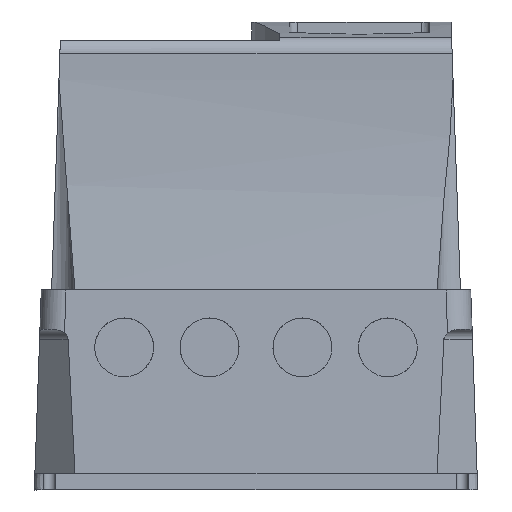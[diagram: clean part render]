
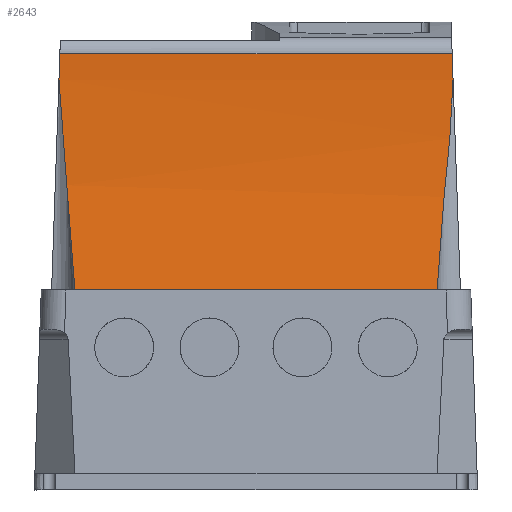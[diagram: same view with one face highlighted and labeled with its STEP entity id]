
A CAD part, front view. The second image highlights one B-rep face of the part: STEP entity #2643.
In plain terms, the highlighted cylindrical face has radius 548.315 mm (diameter 1096.63 mm), a partial arc.
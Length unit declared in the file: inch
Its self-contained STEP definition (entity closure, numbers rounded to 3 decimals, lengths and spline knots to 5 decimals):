
#32 = DIRECTION ( 'NONE',  ( 0., 1., 0. ) ) ;
#53 = CARTESIAN_POINT ( 'NONE',  ( 6.11092, -3.53289, -4.98308 ) ) ;
#54 = DIRECTION ( 'NONE',  ( 0., -1., 0. ) ) ;
#73 = CARTESIAN_POINT ( 'NONE',  ( 5.92753, -3.723, -6.99031 ) ) ;
#100 = CARTESIAN_POINT ( 'NONE',  ( 5.91031, 3.74446, -8.33227 ) ) ;
#128 =( BOUNDED_CURVE ( )  B_SPLINE_CURVE ( 3, ( #100, #773, #1015, #2556 ),
 .UNSPECIFIED., .F., .F. ) 
 B_SPLINE_CURVE_WITH_KNOTS ( ( 4, 4 ),
 ( 4.69462, 4.71771 ),
 .UNSPECIFIED. ) 
 CURVE ( )  GEOMETRIC_REPRESENTATION_ITEM ( )  RATIONAL_B_SPLINE_CURVE ( ( 1., 1., 1., 1. ) ) 
 REPRESENTATION_ITEM ( '' )  );
#218 = EDGE_CURVE ( 'NONE', #1842, #2516, #251, .T. ) ;
#228 = EDGE_LOOP ( 'NONE', ( #589, #1620, #1425, #2638, #1799, #1778 ) ) ;
#251 = LINE ( 'NONE', #678, #1985 ) ;
#271 = CARTESIAN_POINT ( 'NONE',  ( 6.04744, -3.57943, -5.48371 ) ) ;
#294 = CARTESIAN_POINT ( 'NONE',  ( 5.91031, 3.74446, -8.33227 ) ) ;
#450 = DIRECTION ( 'NONE',  ( 0., -1., 0. ) ) ;
#525 = CARTESIAN_POINT ( 'NONE',  ( 5.9081, -3.75999, -7.66455 ) ) ;
#546 = CARTESIAN_POINT ( 'NONE',  ( 5.95586, 3.67901, -6.48599 ) ) ;
#570 = CARTESIAN_POINT ( 'NONE',  ( 5.98125, 3.64628, -6.15074 ) ) ;
#589 = ORIENTED_EDGE ( 'NONE', *, *, #687, .T. ) ;
#610 = CYLINDRICAL_SURFACE ( 'NONE', #1518, 21.58721 ) ;
#678 = CARTESIAN_POINT ( 'NONE',  ( 5.91031, -4.24338, -8.33227 ) ) ;
#687 = EDGE_CURVE ( 'NONE', #1871, #2516, #1377, .T. ) ;
#699 = EDGE_CURVE ( 'NONE', #2646, #1716, #1182, .T. ) ;
#731 = CARTESIAN_POINT ( 'NONE',  ( 6.30562, -3.45818, -3.8189 ) ) ;
#758 = CARTESIAN_POINT ( 'NONE',  ( 6.18426, -3.49194, -4.48301 ) ) ;
#763 = CARTESIAN_POINT ( 'NONE',  ( 5.9072, 3.76186, -7.83399 ) ) ;
#770 = VECTOR ( 'NONE', #54, 39.37008 ) ;
#773 = CARTESIAN_POINT ( 'NONE',  ( 5.90736, 3.75026, -8.16619 ) ) ;
#781 = CARTESIAN_POINT ( 'NONE',  ( 6.08661, 3.54645, -5.14877 ) ) ;
#843 = VERTEX_POINT ( 'NONE', #1796 ) ;
#916 = CARTESIAN_POINT ( 'NONE',  ( 27.49411, -4.24338, -7.94875 ) ) ;
#1000 = EDGE_CURVE ( 'NONE', #1716, #843, #1019, .T. ) ;
#1015 = CARTESIAN_POINT ( 'NONE',  ( 5.90632, 3.75606, -8.00009 ) ) ;
#1019 = LINE ( 'NONE', #2498, #770 ) ;
#1182 = B_SPLINE_CURVE_WITH_KNOTS ( 'NONE', 3,
 ( #763, #2804, #1708, #1212, #1256, #1921, #546, #570, #2140, #1691, #781, #2811, #1677, #1244 ),
 .UNSPECIFIED., .F., .F.,
 ( 4, 2, 2, 2, 2, 2, 4 ),
 ( 0., 0.01287, 0.02575, 0.03862, 0.05149, 0.07724, 0.10298 ),
 .UNSPECIFIED. ) ;
#1184 = CARTESIAN_POINT ( 'NONE',  ( 6.30562, 3.45818, -3.8189 ) ) ;
#1191 = EDGE_CURVE ( 'NONE', #843, #1871, #1643, .T. ) ;
#1192 = CARTESIAN_POINT ( 'NONE',  ( 5.9558, -3.6791, -6.48693 ) ) ;
#1212 = CARTESIAN_POINT ( 'NONE',  ( 5.9207, 3.73539, -7.15879 ) ) ;
#1244 = CARTESIAN_POINT ( 'NONE',  ( 6.30562, 3.45818, -3.8189 ) ) ;
#1256 = CARTESIAN_POINT ( 'NONE',  ( 5.92752, 3.72301, -6.99041 ) ) ;
#1276 = CARTESIAN_POINT ( 'NONE',  ( 5.91031, -3.74446, -8.33227 ) ) ;
#1377 =( BOUNDED_CURVE ( )  B_SPLINE_CURVE ( 3, ( #2579, #2589, #1447, #2145 ),
 .UNSPECIFIED., .F., .F. ) 
 B_SPLINE_CURVE_WITH_KNOTS ( ( 4, 4 ),
 ( 4.70707, 4.73016 ),
 .UNSPECIFIED. ) 
 CURVE ( )  GEOMETRIC_REPRESENTATION_ITEM ( )  RATIONAL_B_SPLINE_CURVE ( ( 1., 1., 1., 1. ) ) 
 REPRESENTATION_ITEM ( '' )  );
#1422 = CARTESIAN_POINT ( 'NONE',  ( 5.94507, -3.69485, -6.65454 ) ) ;
#1425 = ORIENTED_EDGE ( 'NONE', *, *, #2817, .T. ) ;
#1447 = CARTESIAN_POINT ( 'NONE',  ( 5.90736, -3.75026, -8.16619 ) ) ;
#1518 = AXIS2_PLACEMENT_3D ( 'NONE', #916, #32, #2676 ) ;
#1577 = CARTESIAN_POINT ( 'NONE',  ( 5.9072, 3.76186, -7.83399 ) ) ;
#1620 = ORIENTED_EDGE ( 'NONE', *, *, #218, .F. ) ;
#1625 = CARTESIAN_POINT ( 'NONE',  ( 6.08844, -3.54788, -5.14994 ) ) ;
#1643 = B_SPLINE_CURVE_WITH_KNOTS ( 'NONE', 3,
 ( #731, #2542, #758, #53, #1625, #271, #2744, #2300, #2520, #1192, #1422, #73, #1652, #1873, #525, #2144 ),
 .UNSPECIFIED., .F., .F.,
 ( 4, 2, 2, 2, 2, 2, 2, 4 ),
 ( 0., 0.02575, 0.03862, 0.0515, 0.06437, 0.07725, 0.09012, 0.103 ),
 .UNSPECIFIED. ) ;
#1652 = CARTESIAN_POINT ( 'NONE',  ( 5.92071, -3.73537, -7.15847 ) ) ;
#1677 = CARTESIAN_POINT ( 'NONE',  ( 6.2409, 3.46992, -4.15098 ) ) ;
#1691 = CARTESIAN_POINT ( 'NONE',  ( 6.04566, 3.5791, -5.48209 ) ) ;
#1708 = CARTESIAN_POINT ( 'NONE',  ( 5.91099, 3.75392, -7.49601 ) ) ;
#1716 = VERTEX_POINT ( 'NONE', #1184 ) ;
#1778 = ORIENTED_EDGE ( 'NONE', *, *, #1191, .T. ) ;
#1796 = CARTESIAN_POINT ( 'NONE',  ( 6.30562, -3.45818, -3.8189 ) ) ;
#1799 = ORIENTED_EDGE ( 'NONE', *, *, #1000, .T. ) ;
#1807 = FACE_OUTER_BOUND ( 'NONE', #228, .T. ) ;
#1842 = VERTEX_POINT ( 'NONE', #294 ) ;
#1871 = VERTEX_POINT ( 'NONE', #2139 ) ;
#1873 = CARTESIAN_POINT ( 'NONE',  ( 5.911, -3.7539, -7.49559 ) ) ;
#1921 = CARTESIAN_POINT ( 'NONE',  ( 5.94511, 3.69481, -6.65397 ) ) ;
#1985 = VECTOR ( 'NONE', #450, 39.37008 ) ;
#2139 = CARTESIAN_POINT ( 'NONE',  ( 5.9072, -3.76186, -7.83399 ) ) ;
#2140 = CARTESIAN_POINT ( 'NONE',  ( 5.99589, 3.62933, -5.98341 ) ) ;
#2144 = CARTESIAN_POINT ( 'NONE',  ( 5.9072, -3.76186, -7.83399 ) ) ;
#2145 = CARTESIAN_POINT ( 'NONE',  ( 5.91031, -3.74446, -8.33227 ) ) ;
#2300 = CARTESIAN_POINT ( 'NONE',  ( 5.99576, -3.62948, -5.98487 ) ) ;
#2498 = CARTESIAN_POINT ( 'NONE',  ( 6.30562, -4.24338, -3.8189 ) ) ;
#2516 = VERTEX_POINT ( 'NONE', #1276 ) ;
#2520 = CARTESIAN_POINT ( 'NONE',  ( 5.98114, -3.64641, -6.1521 ) ) ;
#2542 = CARTESIAN_POINT ( 'NONE',  ( 6.24097, -3.46991, -4.15061 ) ) ;
#2556 = CARTESIAN_POINT ( 'NONE',  ( 5.9072, 3.76186, -7.83399 ) ) ;
#2579 = CARTESIAN_POINT ( 'NONE',  ( 5.9072, -3.76186, -7.83399 ) ) ;
#2589 = CARTESIAN_POINT ( 'NONE',  ( 5.90632, -3.75606, -8.00009 ) ) ;
#2638 = ORIENTED_EDGE ( 'NONE', *, *, #699, .T. ) ;
#2643 = ADVANCED_FACE ( 'NONE', ( #1807 ), #610, .F. ) ;
#2646 = VERTEX_POINT ( 'NONE', #1577 ) ;
#2676 = DIRECTION ( 'NONE',  ( 0., 0., 1. ) ) ;
#2744 = CARTESIAN_POINT ( 'NONE',  ( 6.02891, -3.59599, -5.65068 ) ) ;
#2804 = CARTESIAN_POINT ( 'NONE',  ( 5.9081, 3.75999, -7.66485 ) ) ;
#2811 = CARTESIAN_POINT ( 'NONE',  ( 6.18423, 3.49197, -4.48321 ) ) ;
#2817 = EDGE_CURVE ( 'NONE', #1842, #2646, #128, .T. ) ;
